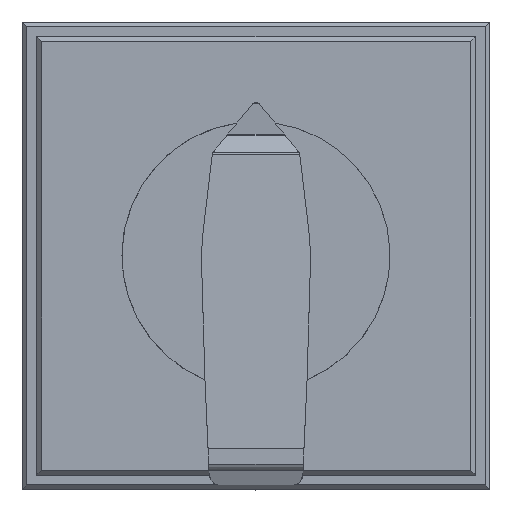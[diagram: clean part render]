
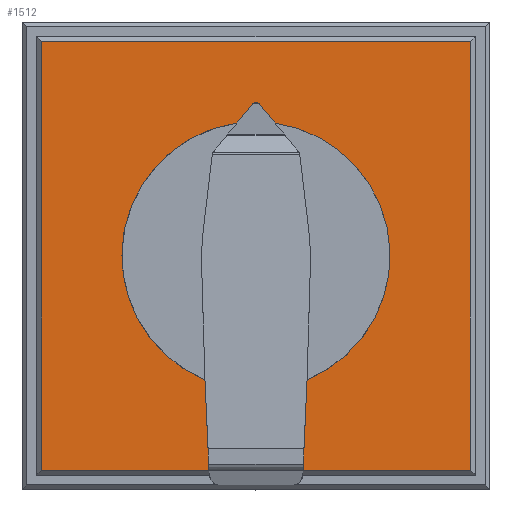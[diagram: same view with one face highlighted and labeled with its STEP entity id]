
A CAD part, top view. The second image highlights one B-rep face of the part: STEP entity #1512.
In plain terms, the highlighted planar face has unit normal (0, 0, 1).
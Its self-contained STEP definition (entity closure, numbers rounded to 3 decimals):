
#216=FACE_OUTER_BOUND($,#332,.T.);
#332=EDGE_LOOP($,(#960,#961,#962,#963));
#462=VERTEX_POINT($,#3794);
#463=VERTEX_POINT($,#3796);
#465=VERTEX_POINT($,#3802);
#466=VERTEX_POINT($,#3804);
#654=EDGE_CURVE($,#462,#463,#1924,.T.);
#657=EDGE_CURVE($,#465,#462,#1927,.T.);
#658=EDGE_CURVE($,#466,#465,#1928,.T.);
#659=EDGE_CURVE($,#463,#466,#1929,.T.);
#960=ORIENTED_EDGE($,*,*,#654,.F.);
#961=ORIENTED_EDGE($,*,*,#657,.F.);
#962=ORIENTED_EDGE($,*,*,#658,.F.);
#963=ORIENTED_EDGE($,*,*,#659,.F.);
#1447=PLANE($,#2366);
#1512=ADVANCED_FACE($,(#216),#1447,.T.);
#1924=LINE($,#3797,#2217);
#1927=LINE($,#3803,#2220);
#1928=LINE($,#3805,#2221);
#1929=LINE($,#3806,#2222);
#2217=VECTOR($,#2782,44.);
#2220=VECTOR($,#2787,44.);
#2221=VECTOR($,#2788,44.);
#2222=VECTOR($,#2789,44.);
#2366=AXIS2_PLACEMENT_3D($,#3801,#2785,#2786);
#2782=DIRECTION($,(0.,1.,0.));
#2785=DIRECTION('center_axis',(0.,0.,1.));
#2786=DIRECTION('ref_axis',(1.,0.,0.));
#2787=DIRECTION($,(-1.,0.,0.));
#2788=DIRECTION($,(0.,-1.,0.));
#2789=DIRECTION($,(1.,0.,0.));
#3794=CARTESIAN_POINT('',(0.5,-22.,72.2));
#3796=CARTESIAN_POINT('',(0.5,22.,72.2));
#3797=CARTESIAN_POINT($,(0.5,0.,72.2));
#3801=CARTESIAN_POINT('Origin',(22.5,0.,72.2));
#3802=CARTESIAN_POINT('',(44.5,-22.,72.2));
#3803=CARTESIAN_POINT($,(22.5,-22.,72.2));
#3804=CARTESIAN_POINT('',(44.5,22.,72.2));
#3805=CARTESIAN_POINT($,(44.5,0.,72.2));
#3806=CARTESIAN_POINT($,(22.5,22.,72.2));
